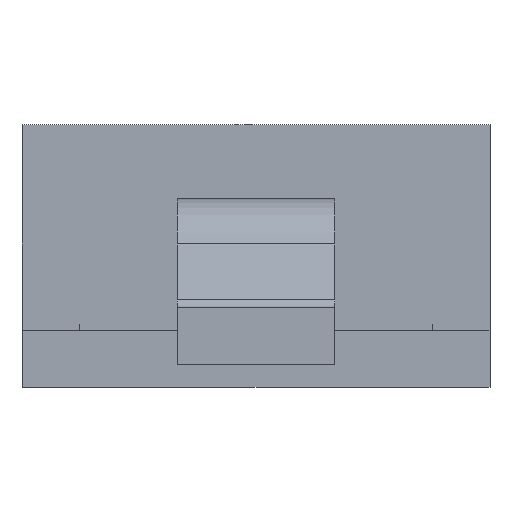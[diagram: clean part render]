
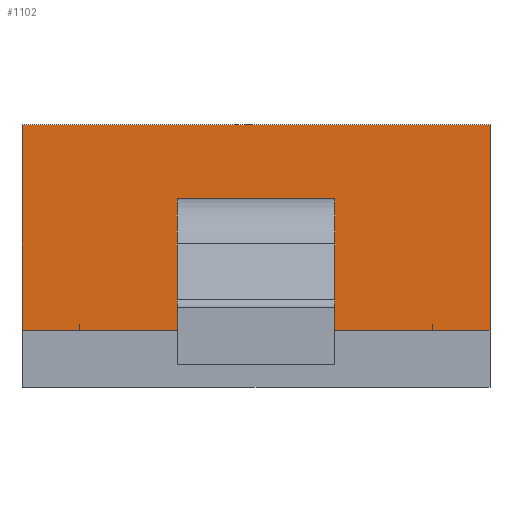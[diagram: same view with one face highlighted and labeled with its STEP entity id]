
A CAD part, front view. The second image highlights one B-rep face of the part: STEP entity #1102.
In plain terms, the highlighted planar face has unit normal (0, -1, 0).
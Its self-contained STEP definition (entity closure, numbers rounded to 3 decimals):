
#45 = VERTEX_POINT ( 'NONE', #1786 ) ;
#65 = ORIENTED_EDGE ( 'NONE', *, *, #1309, .F. ) ;
#96 = CARTESIAN_POINT ( 'NONE',  ( 1.025, -1.09, 0.575 ) ) ;
#117 = CARTESIAN_POINT ( 'NONE',  ( 1.025, -1.09, 0.575 ) ) ;
#129 = VECTOR ( 'NONE', #1041, 1000. ) ;
#208 = VECTOR ( 'NONE', #460, 1000. ) ;
#285 = VECTOR ( 'NONE', #958, 1000. ) ;
#296 = LINE ( 'NONE', #630, #791 ) ;
#304 = VERTEX_POINT ( 'NONE', #1708 ) ;
#323 = DIRECTION ( 'NONE',  ( -1., 0., 0. ) ) ;
#369 = EDGE_LOOP ( 'NONE', ( #1388, #1302, #1385, #1884, #65, #1304 ) ) ;
#383 = EDGE_CURVE ( 'NONE', #304, #45, #296, .T. ) ;
#452 = CARTESIAN_POINT ( 'NONE',  ( 0.775, -1.09, -0.325 ) ) ;
#460 = DIRECTION ( 'NONE',  ( -1., 0., 0. ) ) ;
#523 = VERTEX_POINT ( 'NONE', #1776 ) ;
#527 = EDGE_CURVE ( 'NONE', #1666, #1068, #530, .T. ) ;
#530 = LINE ( 'NONE', #1289, #1947 ) ;
#630 = CARTESIAN_POINT ( 'NONE',  ( 1.025, -1.09, -0.325 ) ) ;
#637 = CARTESIAN_POINT ( 'NONE',  ( 1.025, -1.09, 0.575 ) ) ;
#663 = DIRECTION ( 'NONE',  ( 0., 0., -1. ) ) ;
#712 = VERTEX_POINT ( 'NONE', #96 ) ;
#747 = DIRECTION ( 'NONE',  ( 0., 1., 0. ) ) ;
#780 = DIRECTION ( 'NONE',  ( -1., 0., 0. ) ) ;
#791 = VECTOR ( 'NONE', #323, 1000. ) ;
#925 = DIRECTION ( 'NONE',  ( 0., 0., 1. ) ) ;
#958 = DIRECTION ( 'NONE',  ( -1., 0., 0. ) ) ;
#1041 = DIRECTION ( 'NONE',  ( 0., 0., -1. ) ) ;
#1068 = VERTEX_POINT ( 'NONE', #2090 ) ;
#1079 = PLANE ( 'NONE',  #1142 ) ;
#1081 = FACE_OUTER_BOUND ( 'NONE', #369, .T. ) ;
#1102 = ADVANCED_FACE ( 'NONE', ( #1081 ), #1079, .F. ) ;
#1142 = AXIS2_PLACEMENT_3D ( 'NONE', #117, #747, #925 ) ;
#1289 = CARTESIAN_POINT ( 'NONE',  ( -1.025, -1.09, 0.575 ) ) ;
#1302 = ORIENTED_EDGE ( 'NONE', *, *, #1596, .F. ) ;
#1304 = ORIENTED_EDGE ( 'NONE', *, *, #1620, .T. ) ;
#1309 = EDGE_CURVE ( 'NONE', #712, #304, #1315, .T. ) ;
#1315 = LINE ( 'NONE', #1367, #129 ) ;
#1367 = CARTESIAN_POINT ( 'NONE',  ( 1.025, -1.09, 0.575 ) ) ;
#1385 = ORIENTED_EDGE ( 'NONE', *, *, #1631, .F. ) ;
#1388 = ORIENTED_EDGE ( 'NONE', *, *, #527, .T. ) ;
#1508 = VECTOR ( 'NONE', #780, 1000. ) ;
#1591 = CARTESIAN_POINT ( 'NONE',  ( -1.025, -1.09, 0.575 ) ) ;
#1596 = EDGE_CURVE ( 'NONE', #523, #1068, #1904, .T. ) ;
#1620 = EDGE_CURVE ( 'NONE', #712, #1666, #1747, .T. ) ;
#1631 = EDGE_CURVE ( 'NONE', #45, #523, #1990, .T. ) ;
#1666 = VERTEX_POINT ( 'NONE', #1591 ) ;
#1708 = CARTESIAN_POINT ( 'NONE',  ( 1.025, -1.09, -0.325 ) ) ;
#1747 = LINE ( 'NONE', #637, #1508 ) ;
#1766 = CARTESIAN_POINT ( 'NONE',  ( 1.025, -1.09, -0.325 ) ) ;
#1776 = CARTESIAN_POINT ( 'NONE',  ( -0.775, -1.09, -0.325 ) ) ;
#1786 = CARTESIAN_POINT ( 'NONE',  ( 0.775, -1.09, -0.325 ) ) ;
#1884 = ORIENTED_EDGE ( 'NONE', *, *, #383, .F. ) ;
#1904 = LINE ( 'NONE', #1766, #285 ) ;
#1947 = VECTOR ( 'NONE', #663, 1000. ) ;
#1990 = LINE ( 'NONE', #452, #208 ) ;
#2090 = CARTESIAN_POINT ( 'NONE',  ( -1.025, -1.09, -0.325 ) ) ;
